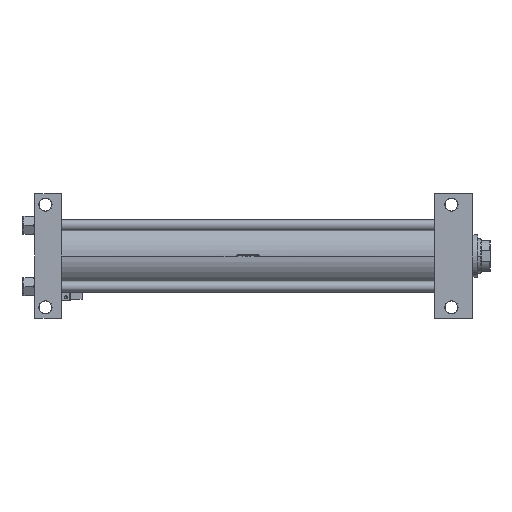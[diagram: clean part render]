
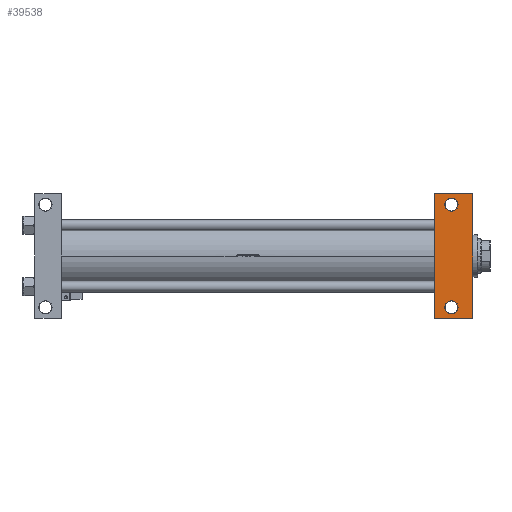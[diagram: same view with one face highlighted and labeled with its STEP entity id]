
A CAD part, front view. The second image highlights one B-rep face of the part: STEP entity #39538.
In plain terms, the highlighted face is planar.
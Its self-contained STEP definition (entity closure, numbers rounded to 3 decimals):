
#481 = EDGE_CURVE ( 'NONE', #30754, #40248, #23529, .T. ) ;
#653 = CARTESIAN_POINT ( 'NONE',  ( 853., -105., -82.5 ) ) ;
#655 = DIRECTION ( 'NONE',  ( -1., 0., 0. ) ) ;
#1082 = AXIS2_PLACEMENT_3D ( 'NONE', #7511, #15709, #31878 ) ;
#1290 = VERTEX_POINT ( 'NONE', #11263 ) ;
#2602 = DIRECTION ( 'NONE',  ( 0., 0., 1. ) ) ;
#2633 = CIRCLE ( 'NONE', #32200, 13.5 ) ;
#2676 = CARTESIAN_POINT ( 'NONE',  ( 839.5, 105., -82.5 ) ) ;
#3552 = VERTEX_POINT ( 'NONE', #2676 ) ;
#3837 = FACE_BOUND ( 'NONE', #44771, .T. ) ;
#5204 = EDGE_LOOP ( 'NONE', ( #17741, #22821 ) ) ;
#5320 = VECTOR ( 'NONE', #25624, 1000. ) ;
#6412 = ORIENTED_EDGE ( 'NONE', *, *, #37913, .F. ) ;
#6440 = CIRCLE ( 'NONE', #29336, 13.5 ) ;
#7463 = VERTEX_POINT ( 'NONE', #18829 ) ;
#7511 = CARTESIAN_POINT ( 'NONE',  ( 853., 105., -82.5 ) ) ;
#7846 = EDGE_CURVE ( 'NONE', #40248, #30754, #2633, .T. ) ;
#11263 = CARTESIAN_POINT ( 'NONE',  ( 897., 127., -82.5 ) ) ;
#11421 = CARTESIAN_POINT ( 'NONE',  ( 819., -127., -82.5 ) ) ;
#11882 = EDGE_LOOP ( 'NONE', ( #6412, #37921, #40416, #40779 ) ) ;
#12060 = DIRECTION ( 'NONE',  ( -1., 0., 0. ) ) ;
#12260 = AXIS2_PLACEMENT_3D ( 'NONE', #52042, #36152, #655 ) ;
#12445 = DIRECTION ( 'NONE',  ( 1., 0., 0. ) ) ;
#12450 = VERTEX_POINT ( 'NONE', #18701 ) ;
#12571 = CARTESIAN_POINT ( 'NONE',  ( 819., -127., -82.5 ) ) ;
#12973 = CARTESIAN_POINT ( 'NONE',  ( 819., 127., -82.5 ) ) ;
#13323 = EDGE_CURVE ( 'NONE', #1290, #12450, #13445, .T. ) ;
#13445 = LINE ( 'NONE', #29621, #5320 ) ;
#13954 = EDGE_CURVE ( 'NONE', #3552, #7463, #17154, .T. ) ;
#15075 = AXIS2_PLACEMENT_3D ( 'NONE', #653, #52307, #31647 ) ;
#15709 = DIRECTION ( 'NONE',  ( 0., 0., 1. ) ) ;
#16406 = LINE ( 'NONE', #12973, #16710 ) ;
#16710 = VECTOR ( 'NONE', #12445, 1000. ) ;
#17154 = CIRCLE ( 'NONE', #1082, 13.5 ) ;
#17741 = ORIENTED_EDGE ( 'NONE', *, *, #13954, .T. ) ;
#18270 = ORIENTED_EDGE ( 'NONE', *, *, #481, .T. ) ;
#18497 = CARTESIAN_POINT ( 'NONE',  ( 866.5, -105., -82.5 ) ) ;
#18684 = LINE ( 'NONE', #12571, #51297 ) ;
#18701 = CARTESIAN_POINT ( 'NONE',  ( 897., -127., -82.5 ) ) ;
#18829 = CARTESIAN_POINT ( 'NONE',  ( 866.5, 105., -82.5 ) ) ;
#19069 = VERTEX_POINT ( 'NONE', #11421 ) ;
#19730 = PLANE ( 'NONE',  #12260 ) ;
#20523 = FACE_OUTER_BOUND ( 'NONE', #11882, .T. ) ;
#22143 = CARTESIAN_POINT ( 'NONE',  ( 839.5, -105., -82.5 ) ) ;
#22716 = CARTESIAN_POINT ( 'NONE',  ( 853., 105., -82.5 ) ) ;
#22821 = ORIENTED_EDGE ( 'NONE', *, *, #24521, .T. ) ;
#23529 = CIRCLE ( 'NONE', #15075, 13.5 ) ;
#23713 = DIRECTION ( 'NONE',  ( 0., 0., 1. ) ) ;
#24521 = EDGE_CURVE ( 'NONE', #7463, #3552, #6440, .T. ) ;
#24863 = EDGE_CURVE ( 'NONE', #12450, #19069, #18684, .T. ) ;
#25624 = DIRECTION ( 'NONE',  ( 0., -1., 0. ) ) ;
#27433 = CARTESIAN_POINT ( 'NONE',  ( 853., -105., -82.5 ) ) ;
#28110 = EDGE_CURVE ( 'NONE', #39069, #1290, #16406, .T. ) ;
#29332 = ORIENTED_EDGE ( 'NONE', *, *, #7846, .T. ) ;
#29336 = AXIS2_PLACEMENT_3D ( 'NONE', #22716, #2602, #47872 ) ;
#29621 = CARTESIAN_POINT ( 'NONE',  ( 897., 82.5, -82.5 ) ) ;
#30754 = VERTEX_POINT ( 'NONE', #22143 ) ;
#31647 = DIRECTION ( 'NONE',  ( -1., 0., 0. ) ) ;
#31878 = DIRECTION ( 'NONE',  ( -1., 0., 0. ) ) ;
#32200 = AXIS2_PLACEMENT_3D ( 'NONE', #27433, #23713, #12060 ) ;
#36152 = DIRECTION ( 'NONE',  ( 0., 0., -1. ) ) ;
#36429 = DIRECTION ( 'NONE',  ( -1., 0., 0. ) ) ;
#36735 = VECTOR ( 'NONE', #42364, 1000. ) ;
#37913 = EDGE_CURVE ( 'NONE', #39069, #19069, #38379, .T. ) ;
#37921 = ORIENTED_EDGE ( 'NONE', *, *, #28110, .T. ) ;
#38379 = LINE ( 'NONE', #42618, #36735 ) ;
#38761 = CARTESIAN_POINT ( 'NONE',  ( 819., 127., -82.5 ) ) ;
#39069 = VERTEX_POINT ( 'NONE', #38761 ) ;
#39538 = ADVANCED_FACE ( 'NONE', ( #48877, #3837, #20523 ), #19730, .T. ) ;
#40248 = VERTEX_POINT ( 'NONE', #18497 ) ;
#40416 = ORIENTED_EDGE ( 'NONE', *, *, #13323, .T. ) ;
#40779 = ORIENTED_EDGE ( 'NONE', *, *, #24863, .T. ) ;
#42364 = DIRECTION ( 'NONE',  ( 0., -1., 0. ) ) ;
#42618 = CARTESIAN_POINT ( 'NONE',  ( 819., 82.5, -82.5 ) ) ;
#44771 = EDGE_LOOP ( 'NONE', ( #18270, #29332 ) ) ;
#47872 = DIRECTION ( 'NONE',  ( -1., 0., 0. ) ) ;
#48877 = FACE_BOUND ( 'NONE', #5204, .T. ) ;
#51297 = VECTOR ( 'NONE', #36429, 1000. ) ;
#52042 = CARTESIAN_POINT ( 'NONE',  ( 897., 82.5, -82.5 ) ) ;
#52307 = DIRECTION ( 'NONE',  ( 0., 0., 1. ) ) ;
